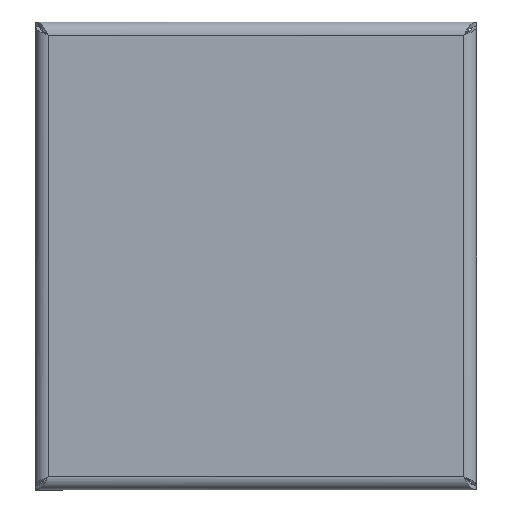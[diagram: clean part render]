
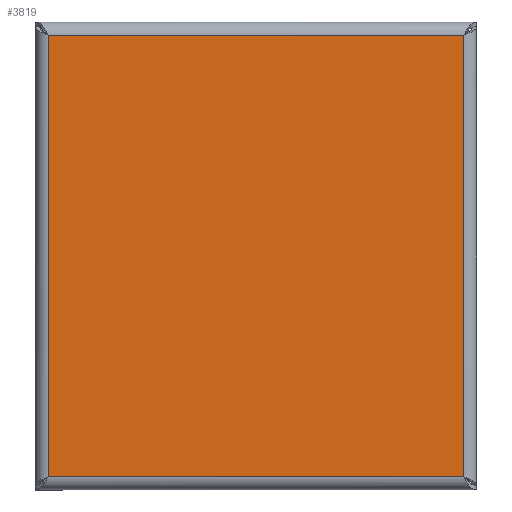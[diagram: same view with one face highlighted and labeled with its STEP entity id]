
A CAD part, front view. The second image highlights one B-rep face of the part: STEP entity #3819.
In plain terms, the highlighted planar face has unit normal (0, -1, 0).
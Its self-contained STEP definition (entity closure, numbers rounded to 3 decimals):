
#591 = ORIENTED_EDGE ( 'NONE', *, *, #1269, .F. ) ;
#741 = ORIENTED_EDGE ( 'NONE', *, *, #1003, .T. ) ;
#933 = VERTEX_POINT ( 'NONE', #988 ) ;
#988 = CARTESIAN_POINT ( 'NONE',  ( 97., 0., 0. ) ) ;
#1003 = EDGE_CURVE ( 'NONE', #5793, #2692, #5702, .T. ) ;
#1048 = DIRECTION ( 'NONE',  ( 0., 1., 0. ) ) ;
#1191 = VERTEX_POINT ( 'NONE', #3665 ) ;
#1233 = AXIS2_PLACEMENT_3D ( 'NONE', #4288, #1048, #4789 ) ;
#1269 = EDGE_CURVE ( 'NONE', #5793, #1191, #2879, .T. ) ;
#1399 = CARTESIAN_POINT ( 'NONE',  ( 3., 0., 100. ) ) ;
#1749 = DIRECTION ( 'NONE',  ( 1., 0., 0. ) ) ;
#1864 = ORIENTED_EDGE ( 'NONE', *, *, #5308, .F. ) ;
#1870 = EDGE_LOOP ( 'NONE', ( #4947, #1864, #591, #741 ) ) ;
#2019 = VECTOR ( 'NONE', #4261, 1000. ) ;
#2065 = VECTOR ( 'NONE', #1749, 1000. ) ;
#2131 = VECTOR ( 'NONE', #6086, 1000. ) ;
#2531 = VECTOR ( 'NONE', #3315, 1000. ) ;
#2692 = VERTEX_POINT ( 'NONE', #4840 ) ;
#2708 = CARTESIAN_POINT ( 'NONE',  ( 97., 0., 100. ) ) ;
#2879 = LINE ( 'NONE', #4799, #2019 ) ;
#3175 = LINE ( 'NONE', #4921, #2065 ) ;
#3315 = DIRECTION ( 'NONE',  ( 0., 0., -1. ) ) ;
#3343 = FACE_OUTER_BOUND ( 'NONE', #1870, .T. ) ;
#3442 = EDGE_CURVE ( 'NONE', #2692, #933, #3175, .T. ) ;
#3665 = CARTESIAN_POINT ( 'NONE',  ( 97., 0., 100. ) ) ;
#3819 = ADVANCED_FACE ( 'NONE', ( #3343 ), #5724, .F. ) ;
#4261 = DIRECTION ( 'NONE',  ( 1., 0., 0. ) ) ;
#4288 = CARTESIAN_POINT ( 'NONE',  ( 0., 0., 100. ) ) ;
#4712 = CARTESIAN_POINT ( 'NONE',  ( 3., 0., 100. ) ) ;
#4789 = DIRECTION ( 'NONE',  ( 0., 0., 1. ) ) ;
#4799 = CARTESIAN_POINT ( 'NONE',  ( 0., 0., 100. ) ) ;
#4840 = CARTESIAN_POINT ( 'NONE',  ( 3., 0., 0. ) ) ;
#4921 = CARTESIAN_POINT ( 'NONE',  ( 0., 0., 0. ) ) ;
#4947 = ORIENTED_EDGE ( 'NONE', *, *, #3442, .T. ) ;
#5308 = EDGE_CURVE ( 'NONE', #1191, #933, #5672, .T. ) ;
#5672 = LINE ( 'NONE', #2708, #2131 ) ;
#5702 = LINE ( 'NONE', #1399, #2531 ) ;
#5724 = PLANE ( 'NONE',  #1233 ) ;
#5793 = VERTEX_POINT ( 'NONE', #4712 ) ;
#6086 = DIRECTION ( 'NONE',  ( 0., 0., -1. ) ) ;
